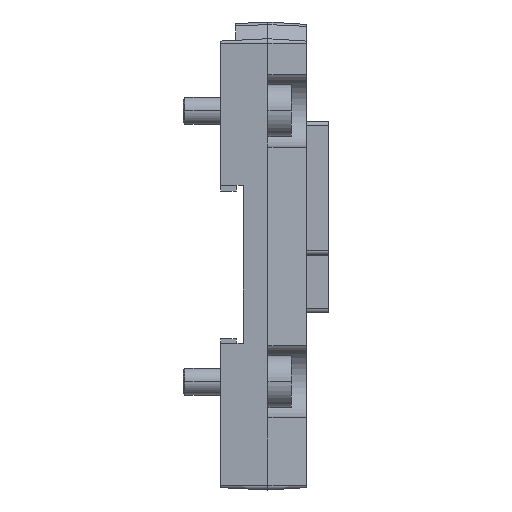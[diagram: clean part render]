
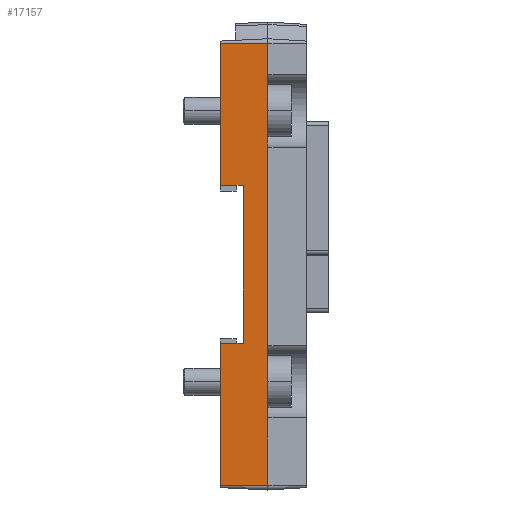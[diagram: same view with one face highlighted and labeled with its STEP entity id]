
A CAD part, left-side view. The second image highlights one B-rep face of the part: STEP entity #17157.
In plain terms, the highlighted planar face has unit normal (-0.999, 0.05, 0).
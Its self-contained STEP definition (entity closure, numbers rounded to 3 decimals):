
#12235=CARTESIAN_POINT('POINT5334',(-186.5,0.,
   1.));
#12236=VERTEX_POINT('VERTEX5334',#12235);
#12261=CARTESIAN_POINT('POINT5336',(-186.5,0.,
   16.));
#12262=VERTEX_POINT('VERTEX5336',#12261);
#12332=CARTESIAN_POINT('POINT5341',(-186.5,0.,
   32.));
#12333=VERTEX_POINT('VERTEX5341',#12332);
#12365=CARTESIAN_POINT('POINT5344',(-186.5,0.,
   76.));
#12366=VERTEX_POINT('VERTEX5344',#12365);
#12436=CARTESIAN_POINT('POINT5349',(-186.5,0.,
   92.));
#12437=VERTEX_POINT('VERTEX5349',#12436);
#15405=CARTESIAN_POINT('POINT5520',(-186.5,
   0.,99.));
#15406=VERTEX_POINT('VERTEX5520',#15405);
#15436=CARTESIAN_POINT('POS9939',(-186.5,0.,
   99.));
#15437=DIRECTION('DIR14454',(0.,
   0.,-1.));
#15438=VECTOR('VEC5424',#15437,25.4);
#15439=LINE('STRAIGHT5424',#15436,#15438);
#15440=EDGE_CURVE('EDGE8454',#15406,#12437,#15439,.T.);
#15456=EDGE_CURVE('EDGE8455',#12437,#12366,#15439,.T.);
#15468=EDGE_CURVE('EDGE8456',#12366,#12333,#15439,.T.);
#15482=EDGE_CURVE('EDGE8458',#12333,#12262,#15439,.T.);
#15494=EDGE_CURVE('EDGE8459',#12262,#12236,#15439,.T.);
#15502=CARTESIAN_POINT('POINT5521',(-185.97,10.5,
   1.));
#15503=VERTEX_POINT('VERTEX5521',#15502);
#15513=CARTESIAN_POINT('POS9944',(-186.5,0.,
   1.));
#15514=DIRECTION('DIR14463',(0.05,0.999
   ,0.));
#15515=VECTOR('VEC5425',#15514,25.4);
#15516=LINE('STRAIGHT5425',#15513,#15515);
#15517=EDGE_CURVE('EDGE8462',#12236,#15503,#15516,.T.);
#15661=CARTESIAN_POINT('POINT5522',(-185.97,10.5,
   32.5));
#15662=VERTEX_POINT('VERTEX5522',#15661);
#15663=CARTESIAN_POINT('POS9946',(-185.97,10.5,
   99.));
#15664=DIRECTION('DIR14466',(0.,
   0.,-1.));
#15665=VECTOR('VEC5426',#15664,25.4);
#15666=LINE('STRAIGHT5426',#15663,#15665);
#15667=EDGE_CURVE('EDGE8463',#15662,#15503,#15666,.T.);
#15709=CARTESIAN_POINT('POINT5524',(-186.222,5.5,
   32.5));
#15710=VERTEX_POINT('VERTEX5524',#15709);
#15711=CARTESIAN_POINT('POS9950',(-186.062,
   8.685,32.5));
#15712=DIRECTION('DIR14471',(0.05,0.999
   ,0.));
#15713=VECTOR('VEC5429',#15712,25.4);
#15714=LINE('STRAIGHT5429',#15711,#15713);
#15715=EDGE_CURVE('EDGE8468',#15710,#15662,#15714,.T.);
#15831=CARTESIAN_POINT('POINT5535',(-186.222,5.5,
   67.5));
#15832=VERTEX_POINT('VERTEX5535',#15831);
#15833=CARTESIAN_POINT('POS9965',(-186.222,5.5,
   74.5));
#15834=DIRECTION('DIR14489',(0.,0.,-1.))
   ;
#15835=VECTOR('VEC5441',#15834,25.4);
#15836=LINE('STRAIGHT5441',#15833,#15835);
#15837=EDGE_CURVE('EDGE8480',#15832,#15710,#15836,.T.);
#17100=CARTESIAN_POINT('POINT5591',(-185.97,10.5,
   99.));
#17101=VERTEX_POINT('VERTEX5591',#17100);
#17109=CARTESIAN_POINT('POS10054',(-186.5,
   0.,99.));
#17110=DIRECTION('DIR14627',(0.05,0.999
   ,0.));
#17111=VECTOR('VEC5481',#17110,25.4);
#17112=LINE('STRAIGHT5481',#17109,#17111);
#17113=EDGE_CURVE('EDGE8590',#15406,#17101,#17112,.T.);
#17130=CARTESIAN_POINT('POINT5592',(-185.97,10.5,
   67.5));
#17131=VERTEX_POINT('VERTEX5592',#17130);
#17132=CARTESIAN_POINT('POS10057',(-186.062,
   8.685,67.5));
#17133=DIRECTION('DIR14631',(-0.05,
   -0.999,0.));
#17134=VECTOR('VEC5483',#17133,25.4);
#17135=LINE('STRAIGHT5483',#17132,#17134);
#17136=EDGE_CURVE('EDGE8592',#17131,#15832,#17135,.T.);
#17137=ORIENTED_EDGE('COEDGE17113',*,*,#17136,.T.);
#17138=ORIENTED_EDGE('COEDGE17114',*,*,#15837,.T.);
#17139=ORIENTED_EDGE('COEDGE17115',*,*,#15715,.T.);
#17140=ORIENTED_EDGE('COEDGE17116',*,*,#15667,.T.);
#17141=ORIENTED_EDGE('COEDGE17117',*,*,#15517,.F.);
#17142=ORIENTED_EDGE('COEDGE17118',*,*,#15494,.F.);
#17143=ORIENTED_EDGE('COEDGE17119',*,*,#15482,.F.);
#17144=ORIENTED_EDGE('COEDGE17120',*,*,#15468,.F.);
#17145=ORIENTED_EDGE('COEDGE17121',*,*,#15456,.F.);
#17146=ORIENTED_EDGE('COEDGE17122',*,*,#15440,.F.);
#17147=ORIENTED_EDGE('COEDGE17123',*,*,#17113,.T.);
#17148=EDGE_CURVE('EDGE8593',#17101,#17131,#15666,.T.);
#17149=ORIENTED_EDGE('COEDGE17124',*,*,#17148,.T.);
#17150=EDGE_LOOP('NONE',(#17137,#17138,#17139,#17140,#17141,#17142,
   #17143,#17144,#17145,#17146,#17147,#17149));
#17151=FACE_BOUND('LOOP1',#17150,.T.);
#17152=CARTESIAN_POINT('POS10058',(-186.5,
   0.,99.));
#17153=DIRECTION('DIR14632',(-0.999,
   0.05,0.));
#17154=DIRECTION('DIR14633',(0.05,0.999
   ,0.));
#17155=AXIS2_PLACEMENT_3D('AXIS4575',#17152,#17153,#17154);
#17156=PLANE('PLANE1639',#17155);
#17157=ADVANCED_FACE('FACE3239',(#17151),#17156,.T.);
